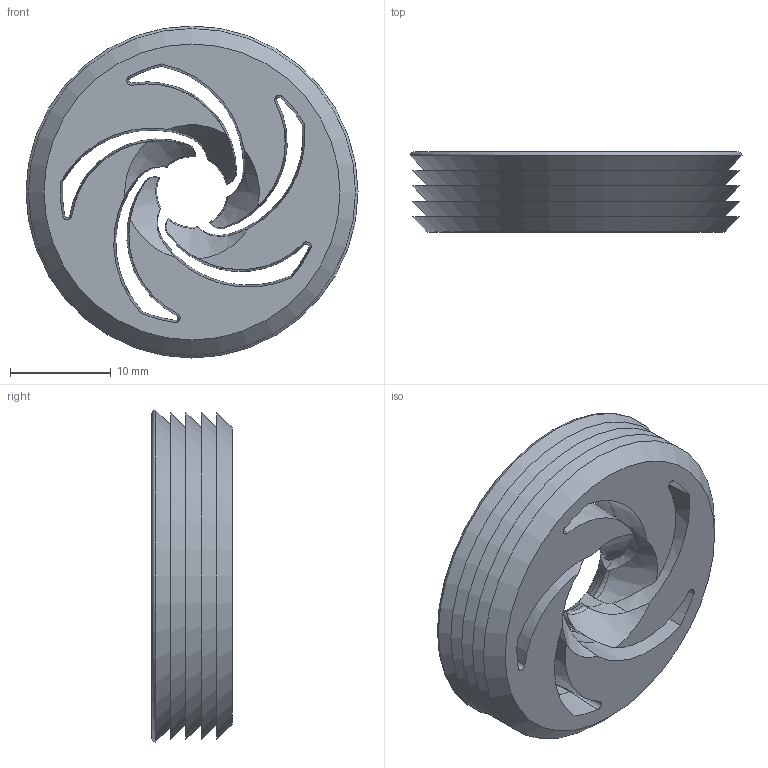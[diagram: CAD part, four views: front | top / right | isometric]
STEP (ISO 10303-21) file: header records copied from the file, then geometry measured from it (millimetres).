
FILE_DESCRIPTION(/* description */ (''),/* implementation_level */ '2;1');
FILE_NAME(/* name */ '225 Galaxy - Angle change.stp',/* time_stamp */ '2021-09-13T19:46:50+02:00',/* author */ ('MirzaParavlic'),/* organization */ (''),/* preprocessor_version */ 'ST-DEVELOPER v18.1',/* originating_system */ 'Autodesk Inventor 2021',/* authorisation */ '');
FILE_SCHEMA (('AUTOMOTIVE_DESIGN { 1 0 10303 214 3 1 1 }'));
Length unit declared in the file: inch
Products named in the file (1): 220 Zero Slim 8 arms
Bounding box: 32.89 x 7.94 x 32.89 mm (x, y, z)
Volume: 4207.3 mm3; surface area: 4191.6 mm2
Topology: 1 solids, 1 shells, 397 faces, 1085 edges, 718 vertices
Faces by surface type: plane 203, bspline 93, cone 85, torus 16
Entity records: 13519 total; most frequent: CARTESIAN_POINT 4186, ORIENTED_EDGE 2170, DIRECTION 1501, EDGE_CURVE 1085, VERTEX_POINT 718, LINE 657, VECTOR 657, EDGE_LOOP 427
